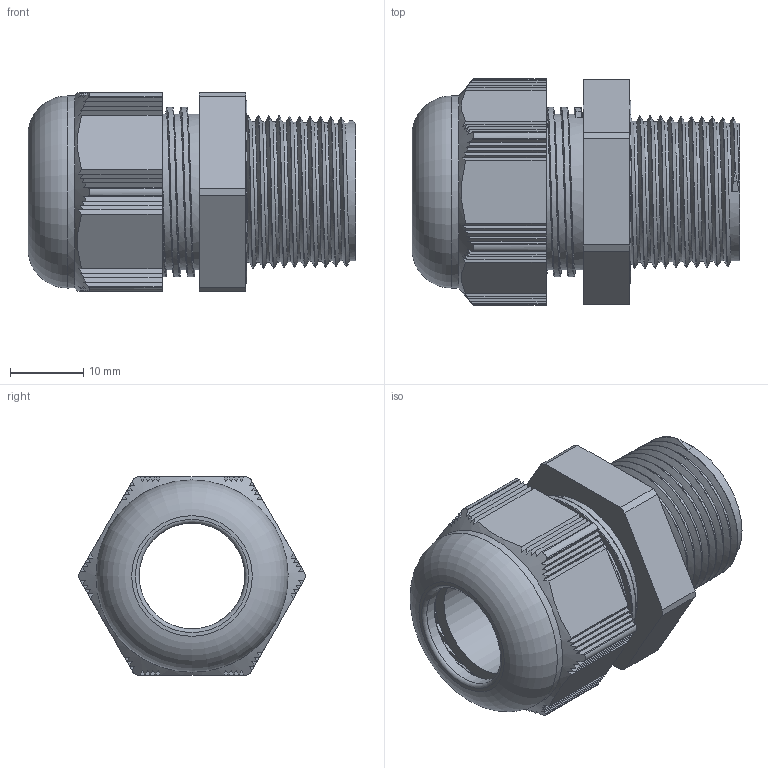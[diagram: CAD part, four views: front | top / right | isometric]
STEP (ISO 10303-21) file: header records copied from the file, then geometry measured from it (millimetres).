
FILE_DESCRIPTION(/* description */ ('Euro-Top NPT 1/2", KB:10-14 mm'),/* implementation_level */ '2;1');
FILE_NAME(/* name */ '11085012-RST.stp',/* time_stamp */ '2019-11-28T08:48:48+01:00',/* author */ ('sl'),/* organization */ (''),/* preprocessor_version */ 'ST-DEVELOPER v16.5',/* originating_system */ 'Autodesk Inventor 2017',/* authorisation */ '');
FILE_SCHEMA (('AUTOMOTIVE_DESIGN { 1 0 10303 214 3 1 1 }'));
Length unit declared in the file: millimetre
Products named in the file (4): 11085012; 11085012_1; 11085012_2; 11085012_3
Assembly tree (3 placements, depth 2):
  11085012
    11085012_1
    11085012_2
    11085012_3
Bounding box: 44.62 x 30.87 x 27 mm (x, y, z)
Volume: 12051.1 mm3; surface area: 12647 mm2
Topology: 3 solids, 3 shells, 348 faces, 989 edges, 653 vertices
Faces by surface type: plane 214, cylinder 74, torus 24, bspline 23, cone 13
Full cylindrical faces by diameter (mm): 14.39 x1, 14.42 x1, 14.92 x1, 17.89 x1, 17.92 x1, 20.81 x1, 21.21 x6, 21.62 x6, 23.47 x6, 26.14 x1
Entity records: 17032 total; most frequent: CARTESIAN_POINT 9024, ORIENTED_EDGE 1764, DIRECTION 1528, EDGE_CURVE 882, VERTEX_POINT 593, AXIS2_PLACEMENT_3D 528, LINE 472, VECTOR 472
